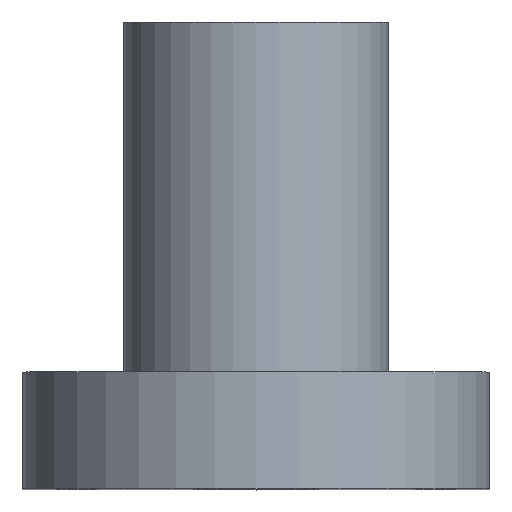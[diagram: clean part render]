
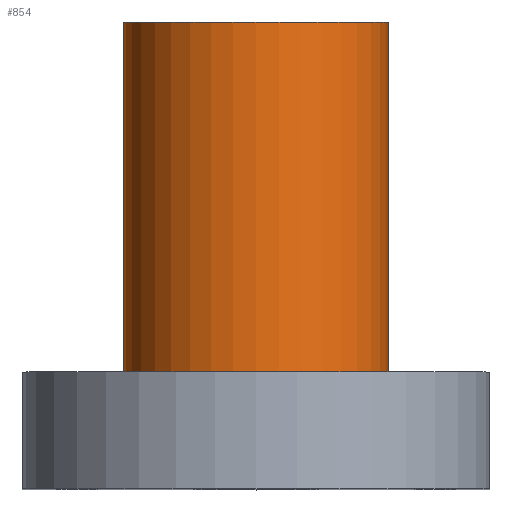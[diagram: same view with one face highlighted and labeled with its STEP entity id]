
A CAD part, top view. The second image highlights one B-rep face of the part: STEP entity #854.
In plain terms, the highlighted cylindrical face has radius 17 mm (diameter 34 mm), a partial arc.
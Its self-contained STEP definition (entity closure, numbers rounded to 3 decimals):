
#130=CARTESIAN_POINT('',(0.,15.,0.));
#131=DIRECTION('',(0.,-1.,0.));
#132=DIRECTION('',(1.,0.,0.));
#133=AXIS2_PLACEMENT_3D('',#130,#131,#132);
#200=DIRECTION('',(0.,-1.,0.));
#201=VECTOR('',#200,45.);
#202=CARTESIAN_POINT('',(17.,60.,0.));
#203=LINE('',#202,#201);
#204=CARTESIAN_POINT('',(0.,60.,0.));
#205=DIRECTION('',(0.,1.,0.));
#206=DIRECTION('',(-1.,0.,0.));
#207=AXIS2_PLACEMENT_3D('',#204,#205,#206);
#224=DIRECTION('',(0.,-1.,0.));
#225=VECTOR('',#224,45.);
#226=CARTESIAN_POINT('',(-17.,60.,0.));
#227=LINE('',#226,#225);
#556=CARTESIAN_POINT('',(17.,15.,0.));
#557=CARTESIAN_POINT('',(-17.,15.,0.));
#558=VERTEX_POINT('',#556);
#559=VERTEX_POINT('',#557);
#560=CARTESIAN_POINT('',(-17.,60.,0.));
#561=CARTESIAN_POINT('',(17.,60.,0.));
#562=VERTEX_POINT('',#560);
#563=VERTEX_POINT('',#561);
#840=CARTESIAN_POINT('',(0.,60.,0.));
#841=DIRECTION('',(0.,1.,0.));
#842=DIRECTION('',(1.,0.,0.));
#843=AXIS2_PLACEMENT_3D('',#840,#841,#842);
#844=CYLINDRICAL_SURFACE('',#843,17.);
#846=ORIENTED_EDGE('',*,*,#845,.T.);
#848=ORIENTED_EDGE('',*,*,#847,.T.);
#849=ORIENTED_EDGE('',*,*,#797,.T.);
#851=ORIENTED_EDGE('',*,*,#850,.F.);
#852=EDGE_LOOP('',(#846,#848,#849,#851));
#853=FACE_OUTER_BOUND('',#852,.F.);
#134=CIRCLE('',#133,17.);
#208=CIRCLE('',#207,17.);
#797=EDGE_CURVE('',#558,#559,#134,.T.);
#845=EDGE_CURVE('',#562,#563,#208,.T.);
#847=EDGE_CURVE('',#563,#558,#203,.T.);
#850=EDGE_CURVE('',#562,#559,#227,.T.);
#854=ADVANCED_FACE('',(#853),#844,.T.);
